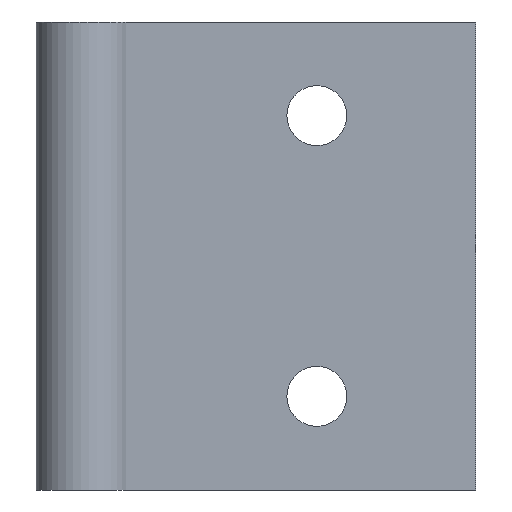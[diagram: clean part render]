
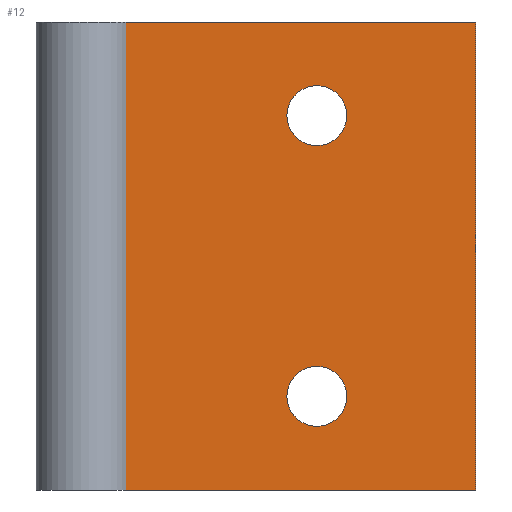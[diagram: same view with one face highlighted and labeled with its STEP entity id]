
A CAD part, front view. The second image highlights one B-rep face of the part: STEP entity #12.
In plain terms, the highlighted planar face has unit normal (0, -1, 0).
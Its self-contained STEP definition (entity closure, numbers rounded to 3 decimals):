
#12 = ADVANCED_FACE ( 'NONE', ( #421, #240, #87 ), #155, .F. ) ;
#16 = CARTESIAN_POINT ( 'NONE',  ( 4.583, -2., 25. ) ) ;
#25 = ORIENTED_EDGE ( 'NONE', *, *, #556, .F. ) ;
#32 = DIRECTION ( 'NONE',  ( 0., 1., 0. ) ) ;
#36 = CARTESIAN_POINT ( 'NONE',  ( 4.583, -2., 25. ) ) ;
#51 = AXIS2_PLACEMENT_3D ( 'NONE', #472, #145, #677 ) ;
#56 = CARTESIAN_POINT ( 'NONE',  ( 25., -2., 15. ) ) ;
#57 = DIRECTION ( 'NONE',  ( 0., 0., 1. ) ) ;
#58 = CIRCLE ( 'NONE', #789, 3.2 ) ;
#63 = CARTESIAN_POINT ( 'NONE',  ( 25., -2., -11.8 ) ) ;
#75 = DIRECTION ( 'NONE',  ( 1., 0., 0. ) ) ;
#83 = VERTEX_POINT ( 'NONE', #543 ) ;
#87 = FACE_OUTER_BOUND ( 'NONE', #590, .T. ) ;
#117 = EDGE_CURVE ( 'NONE', #451, #374, #837, .T. ) ;
#123 = ORIENTED_EDGE ( 'NONE', *, *, #117, .F. ) ;
#128 = CARTESIAN_POINT ( 'NONE',  ( 4.583, -2., -25. ) ) ;
#130 = EDGE_CURVE ( 'NONE', #832, #413, #58, .T. ) ;
#145 = DIRECTION ( 'NONE',  ( 0., -1., 0. ) ) ;
#146 = EDGE_CURVE ( 'NONE', #618, #554, #232, .T. ) ;
#155 = PLANE ( 'NONE',  #778 ) ;
#181 = EDGE_CURVE ( 'NONE', #374, #451, #548, .T. ) ;
#182 = EDGE_LOOP ( 'NONE', ( #589, #123 ) ) ;
#183 = VECTOR ( 'NONE', #729, 1000. ) ;
#212 = DIRECTION ( 'NONE',  ( 0., 0., 1. ) ) ;
#232 = LINE ( 'NONE', #751, #734 ) ;
#235 = AXIS2_PLACEMENT_3D ( 'NONE', #666, #271, #212 ) ;
#240 = FACE_BOUND ( 'NONE', #182, .T. ) ;
#262 = CARTESIAN_POINT ( 'NONE',  ( 25., -2., 11.8 ) ) ;
#271 = DIRECTION ( 'NONE',  ( 0., -1., 0. ) ) ;
#291 = EDGE_CURVE ( 'NONE', #413, #832, #449, .T. ) ;
#310 = AXIS2_PLACEMENT_3D ( 'NONE', #56, #563, #57 ) ;
#322 = CARTESIAN_POINT ( 'NONE',  ( 25., -2., -18.2 ) ) ;
#374 = VERTEX_POINT ( 'NONE', #63 ) ;
#376 = CARTESIAN_POINT ( 'NONE',  ( 42., -2., 25. ) ) ;
#382 = EDGE_CURVE ( 'NONE', #554, #83, #585, .T. ) ;
#402 = DIRECTION ( 'NONE',  ( 0., -1., 0. ) ) ;
#413 = VERTEX_POINT ( 'NONE', #262 ) ;
#421 = FACE_BOUND ( 'NONE', #552, .T. ) ;
#449 = CIRCLE ( 'NONE', #310, 3.2 ) ;
#451 = VERTEX_POINT ( 'NONE', #322 ) ;
#469 = DIRECTION ( 'NONE',  ( 0., 0., 1. ) ) ;
#472 = CARTESIAN_POINT ( 'NONE',  ( 25., -2., -15. ) ) ;
#483 = EDGE_CURVE ( 'NONE', #83, #614, #641, .T. ) ;
#503 = VECTOR ( 'NONE', #575, 1000. ) ;
#522 = ORIENTED_EDGE ( 'NONE', *, *, #291, .F. ) ;
#543 = CARTESIAN_POINT ( 'NONE',  ( 4.583, -2., -25. ) ) ;
#548 = CIRCLE ( 'NONE', #51, 3.2 ) ;
#550 = VECTOR ( 'NONE', #75, 1000. ) ;
#552 = EDGE_LOOP ( 'NONE', ( #727, #522 ) ) ;
#554 = VERTEX_POINT ( 'NONE', #584 ) ;
#556 = EDGE_CURVE ( 'NONE', #614, #618, #830, .T. ) ;
#563 = DIRECTION ( 'NONE',  ( 0., -1., 0. ) ) ;
#575 = DIRECTION ( 'NONE',  ( -1., 0., 0. ) ) ;
#581 = CARTESIAN_POINT ( 'NONE',  ( 4.583, -2., 25. ) ) ;
#584 = CARTESIAN_POINT ( 'NONE',  ( 42., -2., -25. ) ) ;
#585 = LINE ( 'NONE', #128, #503 ) ;
#589 = ORIENTED_EDGE ( 'NONE', *, *, #181, .F. ) ;
#590 = EDGE_LOOP ( 'NONE', ( #740, #25, #777, #688 ) ) ;
#606 = CARTESIAN_POINT ( 'NONE',  ( 25., -2., 15. ) ) ;
#614 = VERTEX_POINT ( 'NONE', #581 ) ;
#618 = VERTEX_POINT ( 'NONE', #376 ) ;
#641 = LINE ( 'NONE', #16, #183 ) ;
#653 = CARTESIAN_POINT ( 'NONE',  ( 4.583, -2., 25. ) ) ;
#666 = CARTESIAN_POINT ( 'NONE',  ( 25., -2., -15. ) ) ;
#677 = DIRECTION ( 'NONE',  ( 0., 0., 1. ) ) ;
#688 = ORIENTED_EDGE ( 'NONE', *, *, #382, .F. ) ;
#689 = DIRECTION ( 'NONE',  ( 0., 0., 1. ) ) ;
#727 = ORIENTED_EDGE ( 'NONE', *, *, #130, .F. ) ;
#729 = DIRECTION ( 'NONE',  ( 0., 0., 1. ) ) ;
#734 = VECTOR ( 'NONE', #749, 1000. ) ;
#740 = ORIENTED_EDGE ( 'NONE', *, *, #146, .F. ) ;
#742 = CARTESIAN_POINT ( 'NONE',  ( 25., -2., 18.2 ) ) ;
#749 = DIRECTION ( 'NONE',  ( 0., 0., -1. ) ) ;
#751 = CARTESIAN_POINT ( 'NONE',  ( 42., -2., 25. ) ) ;
#777 = ORIENTED_EDGE ( 'NONE', *, *, #483, .F. ) ;
#778 = AXIS2_PLACEMENT_3D ( 'NONE', #36, #32, #689 ) ;
#789 = AXIS2_PLACEMENT_3D ( 'NONE', #606, #402, #469 ) ;
#830 = LINE ( 'NONE', #653, #550 ) ;
#832 = VERTEX_POINT ( 'NONE', #742 ) ;
#837 = CIRCLE ( 'NONE', #235, 3.2 ) ;
